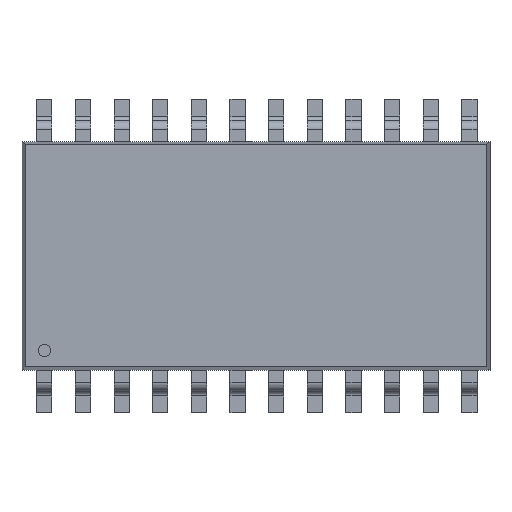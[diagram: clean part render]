
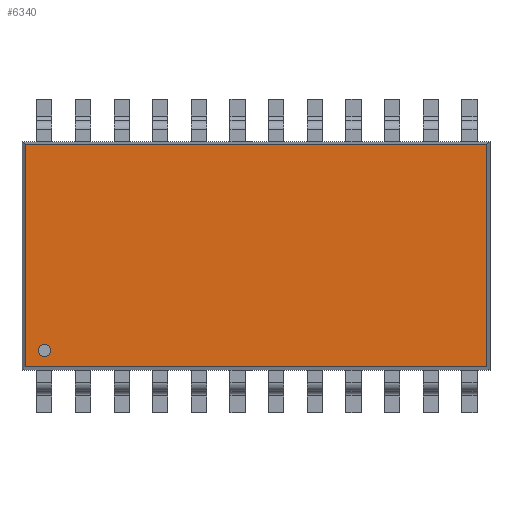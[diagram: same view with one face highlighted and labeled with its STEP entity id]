
A CAD part, top view. The second image highlights one B-rep face of the part: STEP entity #6340.
In plain terms, the highlighted planar face has unit normal (0, 0, 1).
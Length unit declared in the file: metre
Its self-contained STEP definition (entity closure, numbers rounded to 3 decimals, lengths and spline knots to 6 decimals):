
#359=CIRCLE('',#7200,0.0002);
#2105=ORIENTED_EDGE('',*,*,#3025,.T.);
#2106=ORIENTED_EDGE('',*,*,#3026,.T.);
#2107=ORIENTED_EDGE('',*,*,#3027,.T.);
#2108=ORIENTED_EDGE('',*,*,#3028,.T.);
#2109=ORIENTED_EDGE('',*,*,#3029,.T.);
#3025=EDGE_CURVE('',#3627,#3627,#359,.F.);
#3026=EDGE_CURVE('',#3628,#3629,#4321,.T.);
#3027=EDGE_CURVE('',#3629,#3630,#4322,.T.);
#3028=EDGE_CURVE('',#3630,#3631,#4323,.T.);
#3029=EDGE_CURVE('',#3631,#3628,#4324,.T.);
#3627=VERTEX_POINT('',#10882);
#3628=VERTEX_POINT('',#10884);
#3629=VERTEX_POINT('',#10885);
#3630=VERTEX_POINT('',#10887);
#3631=VERTEX_POINT('',#10889);
#4321=LINE('',#10883,#5021);
#4322=LINE('',#10886,#5022);
#4323=LINE('',#10888,#5023);
#4324=LINE('',#10890,#5024);
#5021=VECTOR('',#9015,1.);
#5022=VECTOR('',#9016,1.);
#5023=VECTOR('',#9017,1.);
#5024=VECTOR('',#9018,1.);
#5377=EDGE_LOOP('',(#2105));
#5378=EDGE_LOOP('',(#2106,#2107,#2108,#2109));
#5731=FACE_BOUND('',#5377,.T.);
#5732=FACE_BOUND('',#5378,.T.);
#5989=PLANE('',#7199);
#6340=ADVANCED_FACE('',(#5731,#5732),#5989,.T.);
#7199=AXIS2_PLACEMENT_3D('',#10880,#9011,#9012);
#7200=AXIS2_PLACEMENT_3D('',#10881,#9013,#9014);
#9011=DIRECTION('',(0.,0.,1.));
#9012=DIRECTION('',(1.,0.,0.));
#9013=DIRECTION('',(0.,0.,1.));
#9014=DIRECTION('',(1.,0.,0.));
#9015=DIRECTION('',(0.,1.,0.));
#9016=DIRECTION('',(-1.,0.,0.));
#9017=DIRECTION('',(0.,-1.,0.));
#9018=DIRECTION('',(1.,0.,0.));
#10880=CARTESIAN_POINT('',(0.,0.,0.00265));
#10881=CARTESIAN_POINT('',(-0.006955,-0.003115,0.00265));
#10882=CARTESIAN_POINT('',(-0.006755,-0.003115,0.00265));
#10883=CARTESIAN_POINT('',(0.00759,0.,0.00265));
#10884=CARTESIAN_POINT('',(0.00759,-0.00365,0.00265));
#10885=CARTESIAN_POINT('',(0.00759,0.00365,0.00265));
#10886=CARTESIAN_POINT('',(0.,0.00365,0.00265));
#10887=CARTESIAN_POINT('',(-0.00759,0.00365,0.00265));
#10888=CARTESIAN_POINT('',(-0.00759,-0.00375,0.00265));
#10889=CARTESIAN_POINT('',(-0.00759,-0.00365,0.00265));
#10890=CARTESIAN_POINT('',(0.00769,-0.00365,0.00265));
